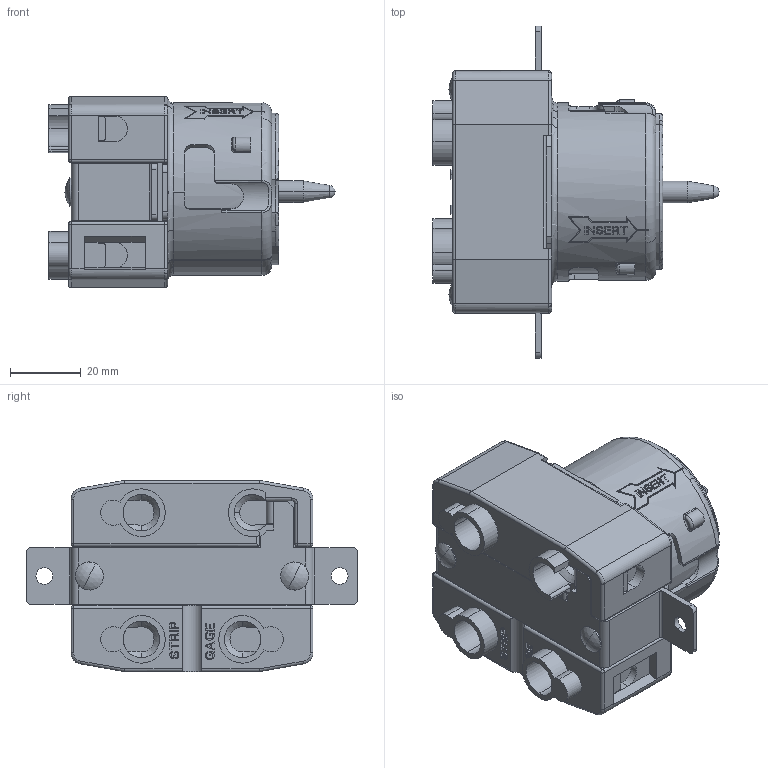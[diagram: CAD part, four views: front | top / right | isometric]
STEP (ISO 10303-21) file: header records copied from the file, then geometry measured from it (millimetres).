
FILE_DESCRIPTION (( 'STEP AP214' ), '1' );
FILE_NAME ('CATSTD-0CS83-069-M01.STEP', '2022-09-21T14:11:39', ( '' ), ( '' ), 'SwSTEP 2.0', 'SolidWorks 2020', '' );
FILE_SCHEMA (( 'AUTOMOTIVE_DESIGN' ));
Length unit declared in the file: inch
Products named in the file (1): CATSTD-0CS83-069-M01
Bounding box: 80.72 x 93.65 x 53.98 mm (x, y, z)
Volume: 152590.1 mm3; surface area: 34170.2 mm2
Topology: 1 solids, 1 shells, 1511 faces, 4186 edges, 2733 vertices
Faces by surface type: plane 988, cylinder 400, torus 46, bspline 40, cone 22, sphere 15
Entity records: 71916 total; most frequent: CARTESIAN_POINT 14069, ORIENTED_EDGE 8346, DIRECTION 7609, EDGE_CURVE 4173, LINE 2765, VECTOR 2765, VERTEX_POINT 2733, AXIS2_PLACEMENT_3D 2422
